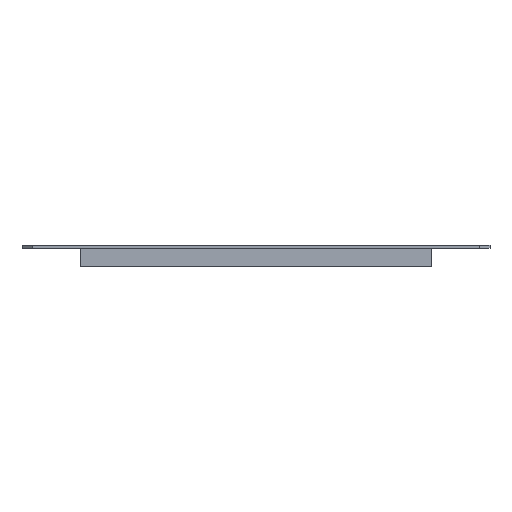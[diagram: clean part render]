
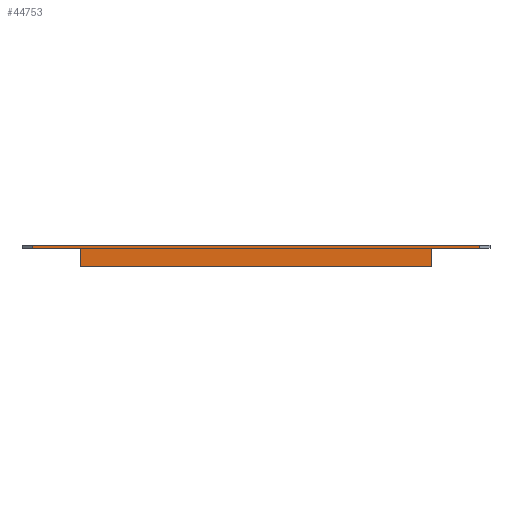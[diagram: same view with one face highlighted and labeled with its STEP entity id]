
A CAD part, front view. The second image highlights one B-rep face of the part: STEP entity #44753.
In plain terms, the highlighted planar face has unit normal (0, -1, 0).
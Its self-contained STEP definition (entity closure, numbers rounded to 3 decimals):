
#39=DIRECTION('',(0.,0.,-1.));
#40=VECTOR('',#39,1.5);
#41=CARTESIAN_POINT('',(6402.282,1099.817,1.5));
#42=LINE('',#41,#40);
#53=DIRECTION('',(1.,0.,0.));
#54=VECTOR('',#53,206.);
#55=CARTESIAN_POINT('',(6196.282,1099.817,1.5));
#56=LINE('',#55,#54);
#11366=DIRECTION('',(1.,0.,0.));
#11367=VECTOR('',#11366,22.);
#11368=CARTESIAN_POINT('',(6380.282,1099.817,0.));
#11369=LINE('',#11368,#11367);
#11373=DIRECTION('',(0.,0.,-1.));
#11374=VECTOR('',#11373,8.5);
#11375=CARTESIAN_POINT('',(6218.282,1099.817,0.));
#11376=LINE('',#11375,#11374);
#11380=DIRECTION('',(1.,0.,0.));
#11381=VECTOR('',#11380,22.);
#11382=CARTESIAN_POINT('',(6196.282,1099.817,0.));
#11383=LINE('',#11382,#11381);
#11387=DIRECTION('',(0.,0.,-1.));
#11388=VECTOR('',#11387,1.5);
#11389=CARTESIAN_POINT('',(6196.282,1099.817,1.5));
#11390=LINE('',#11389,#11388);
#34061=DIRECTION('',(1.,0.,0.));
#34062=VECTOR('',#34061,162.);
#34063=CARTESIAN_POINT('',(6218.282,1099.817,-8.5));
#34064=LINE('',#34063,#34062);
#34089=DIRECTION('',(0.,0.,-1.));
#34090=VECTOR('',#34089,8.5);
#34091=CARTESIAN_POINT('',(6380.282,1099.817,0.));
#34092=LINE('',#34091,#34090);
#34159=CARTESIAN_POINT('',(6402.282,1099.817,1.5));
#34161=VERTEX_POINT('',#34159);
#34163=CARTESIAN_POINT('',(6402.282,1099.817,0.));
#34164=VERTEX_POINT('',#34163);
#34167=CARTESIAN_POINT('',(6196.282,1099.817,1.5));
#34168=VERTEX_POINT('',#34167);
#34169=CARTESIAN_POINT('',(6196.282,1099.817,0.));
#34170=VERTEX_POINT('',#34169);
#40631=CARTESIAN_POINT('',(6218.282,1099.817,-8.5));
#40632=CARTESIAN_POINT('',(6380.282,1099.817,-8.5));
#40633=VERTEX_POINT('',#40631);
#40634=VERTEX_POINT('',#40632);
#40647=CARTESIAN_POINT('',(6380.282,1099.817,0.));
#40649=VERTEX_POINT('',#40647);
#40653=CARTESIAN_POINT('',(6218.282,1099.817,0.));
#40654=VERTEX_POINT('',#40653);
#44732=CARTESIAN_POINT('',(6299.282,1099.817,0.));
#44733=DIRECTION('',(0.,-1.,0.));
#44734=DIRECTION('',(1.,0.,0.));
#44735=AXIS2_PLACEMENT_3D('',#44732,#44733,#44734);
#44736=PLANE('',#44735);
#44738=ORIENTED_EDGE('',*,*,#44737,.F.);
#44740=ORIENTED_EDGE('',*,*,#44739,.T.);
#44742=ORIENTED_EDGE('',*,*,#44741,.F.);
#44744=ORIENTED_EDGE('',*,*,#44743,.F.);
#44746=ORIENTED_EDGE('',*,*,#44745,.F.);
#44748=ORIENTED_EDGE('',*,*,#44747,.F.);
#44749=ORIENTED_EDGE('',*,*,#40684,.T.);
#44750=ORIENTED_EDGE('',*,*,#40666,.T.);
#44751=EDGE_LOOP('',(#44738,#44740,#44742,#44744,#44746,#44748,#44749,#44750));
#44752=FACE_OUTER_BOUND('',#44751,.F.);
#40666=EDGE_CURVE('',#34161,#34164,#42,.T.);
#40684=EDGE_CURVE('',#34168,#34161,#56,.T.);
#44737=EDGE_CURVE('',#40649,#34164,#11369,.T.);
#44739=EDGE_CURVE('',#40649,#40634,#34092,.T.);
#44741=EDGE_CURVE('',#40633,#40634,#34064,.T.);
#44743=EDGE_CURVE('',#40654,#40633,#11376,.T.);
#44745=EDGE_CURVE('',#34170,#40654,#11383,.T.);
#44747=EDGE_CURVE('',#34168,#34170,#11390,.T.);
#44753=ADVANCED_FACE('',(#44752),#44736,.T.);
